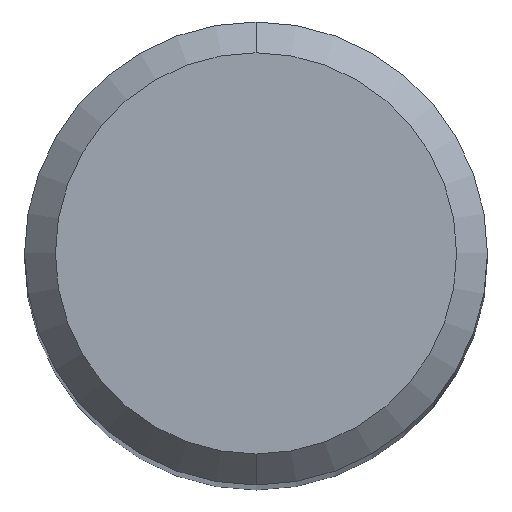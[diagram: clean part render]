
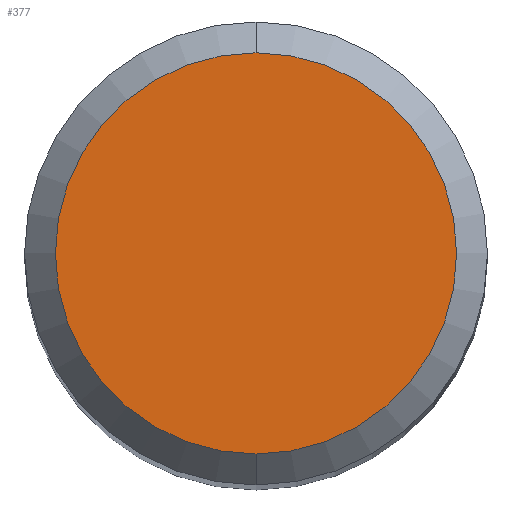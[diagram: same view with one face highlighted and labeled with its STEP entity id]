
A CAD part, top view. The second image highlights one B-rep face of the part: STEP entity #377.
In plain terms, the highlighted planar face has unit normal (0, 0, 1).
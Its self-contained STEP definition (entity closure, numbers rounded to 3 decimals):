
#297=EDGE_CURVE('',#433,#405,#602,.T.);
#341=EDGE_CURVE('',#405,#433,#649,.T.);
#377=ADVANCED_FACE('',(#691),#692,.T.);
#405=VERTEX_POINT('',#721);
#433=VERTEX_POINT('',#751);
#602=CIRCLE('',#1074,2.6);
#649=CIRCLE('',#1194,2.6);
#691=FACE_OUTER_BOUND('',#1265,.T.);
#692=PLANE('',#1266);
#721=CARTESIAN_POINT('',(0.0,2.6,36.74));
#751=CARTESIAN_POINT('',(0.,-2.6,36.74));
#1074=AXIS2_PLACEMENT_3D('',#1555,#1556,#1557);
#1194=AXIS2_PLACEMENT_3D('',#1605,#1606,#1607);
#1265=EDGE_LOOP('',(#1679,#1680));
#1266=AXIS2_PLACEMENT_3D('',#1681,#1682,#1683);
#1555=CARTESIAN_POINT('',(0.0,0.0,36.74));
#1556=DIRECTION('',(0.0,0.0,-1.0));
#1557=DIRECTION('',(0.0,1.0,0.0));
#1605=CARTESIAN_POINT('',(0.0,0.0,36.74));
#1606=DIRECTION('',(0.0,0.0,-1.0));
#1607=DIRECTION('',(0.0,1.0,0.0));
#1679=ORIENTED_EDGE('',*,*,#341,.F.);
#1680=ORIENTED_EDGE('',*,*,#297,.F.);
#1681=CARTESIAN_POINT('',(0.0,1.3,36.74));
#1682=DIRECTION('',(-0.0,0.0,1.0));
#1683=DIRECTION('',(0.0,-1.0,0.0));
